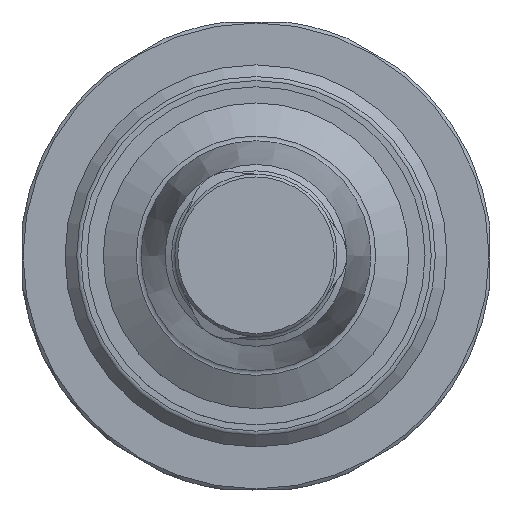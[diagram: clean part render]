
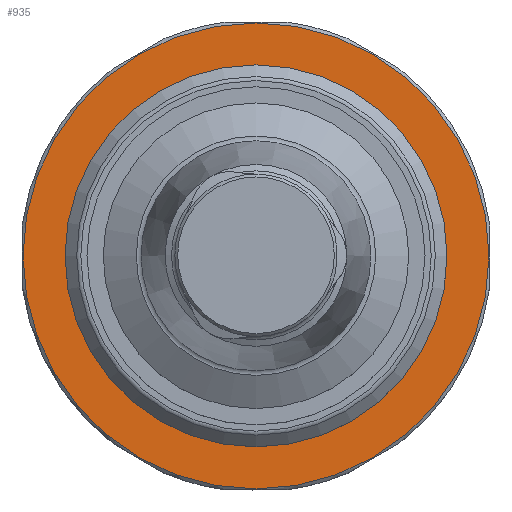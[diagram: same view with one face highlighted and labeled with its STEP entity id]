
A CAD part, top view. The second image highlights one B-rep face of the part: STEP entity #935.
In plain terms, the highlighted planar face has unit normal (0, 0, 1).
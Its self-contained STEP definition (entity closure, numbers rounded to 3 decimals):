
#187=ORIENTED_EDGE('',*,*,#436,.T.);
#188=ORIENTED_EDGE('',*,*,#437,.F.);
#436=EDGE_CURVE('',#564,#564,#656,.T.);
#437=EDGE_CURVE('',#565,#565,#657,.T.);
#564=VERTEX_POINT('',#1488);
#565=VERTEX_POINT('',#1491);
#656=CIRCLE('',#1026,19.65);
#657=CIRCLE('',#1028,24.4);
#723=EDGE_LOOP('',(#187));
#724=EDGE_LOOP('',(#188));
#825=FACE_BOUND('',#723,.T.);
#826=FACE_BOUND('',#724,.T.);
#911=PLANE('',#1027);
#935=ADVANCED_FACE('',(#825,#826),#911,.F.);
#1026=AXIS2_PLACEMENT_3D('',#1487,#1172,#1173);
#1027=AXIS2_PLACEMENT_3D('',#1489,#1174,#1175);
#1028=AXIS2_PLACEMENT_3D('',#1490,#1176,#1177);
#1172=DIRECTION('',(0.,0.,-1.));
#1173=DIRECTION('',(1.,0.,0.));
#1174=DIRECTION('',(0.,0.,-1.));
#1175=DIRECTION('',(1.,0.,0.));
#1176=DIRECTION('',(0.,0.,-1.));
#1177=DIRECTION('',(1.,0.,0.));
#1487=CARTESIAN_POINT('',(0.,0.,-10.994));
#1488=CARTESIAN_POINT('',(19.65,0.,-10.994));
#1489=CARTESIAN_POINT('',(19.65,0.,-10.994));
#1490=CARTESIAN_POINT('',(0.,0.,-10.994));
#1491=CARTESIAN_POINT('',(24.4,0.,-10.994));
